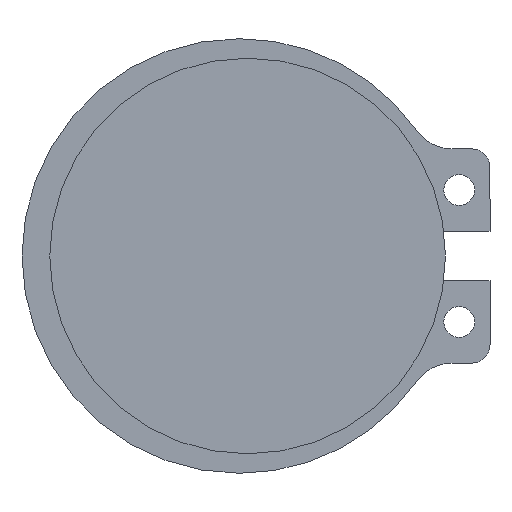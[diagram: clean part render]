
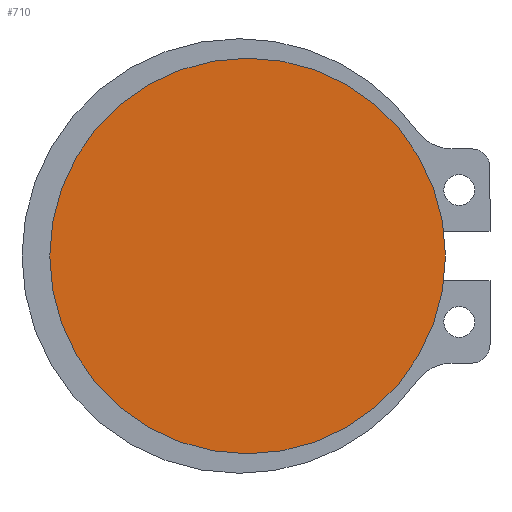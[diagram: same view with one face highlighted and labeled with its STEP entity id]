
A CAD part, left-side view. The second image highlights one B-rep face of the part: STEP entity #710.
In plain terms, the highlighted planar face has unit normal (-1, 0, 0).
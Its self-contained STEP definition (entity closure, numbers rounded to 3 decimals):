
#8 = EDGE_CURVE ( 'NONE', #1282, #835, #1143, .T. ) ;
#61 = CARTESIAN_POINT ( 'NONE',  ( 0., 0., -16.05 ) ) ;
#88 = DIRECTION ( 'NONE',  ( -1., 0., 0. ) ) ;
#92 = CIRCLE ( 'NONE', #1307, 16.05 ) ;
#115 = CARTESIAN_POINT ( 'NONE',  ( 0., 0., 0. ) ) ;
#235 = FACE_OUTER_BOUND ( 'NONE', #245, .T. ) ;
#245 = EDGE_LOOP ( 'NONE', ( #772, #997 ) ) ;
#338 = PLANE ( 'NONE',  #672 ) ;
#517 = DIRECTION ( 'NONE',  ( -1., 0., 0. ) ) ;
#523 = DIRECTION ( 'NONE',  ( 0., 0., 1. ) ) ;
#672 = AXIS2_PLACEMENT_3D ( 'NONE', #115, #843, #758 ) ;
#710 = ADVANCED_FACE ( 'NONE', ( #235 ), #338, .F. ) ;
#758 = DIRECTION ( 'NONE',  ( 0., 0., -1. ) ) ;
#772 = ORIENTED_EDGE ( 'NONE', *, *, #1161, .T. ) ;
#786 = CARTESIAN_POINT ( 'NONE',  ( 0., 0., 16.05 ) ) ;
#835 = VERTEX_POINT ( 'NONE', #786 ) ;
#843 = DIRECTION ( 'NONE',  ( 1., 0., 0. ) ) ;
#927 = CARTESIAN_POINT ( 'NONE',  ( 0., 0., 0. ) ) ;
#997 = ORIENTED_EDGE ( 'NONE', *, *, #8, .T. ) ;
#1031 = DIRECTION ( 'NONE',  ( 0., 0., 1. ) ) ;
#1134 = CARTESIAN_POINT ( 'NONE',  ( 0., 0., 0. ) ) ;
#1143 = CIRCLE ( 'NONE', #1299, 16.05 ) ;
#1161 = EDGE_CURVE ( 'NONE', #835, #1282, #92, .T. ) ;
#1282 = VERTEX_POINT ( 'NONE', #61 ) ;
#1299 = AXIS2_PLACEMENT_3D ( 'NONE', #1134, #517, #523 ) ;
#1307 = AXIS2_PLACEMENT_3D ( 'NONE', #927, #88, #1031 ) ;
